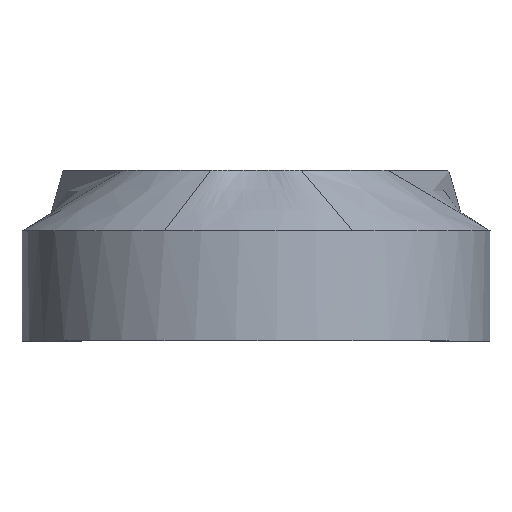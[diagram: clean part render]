
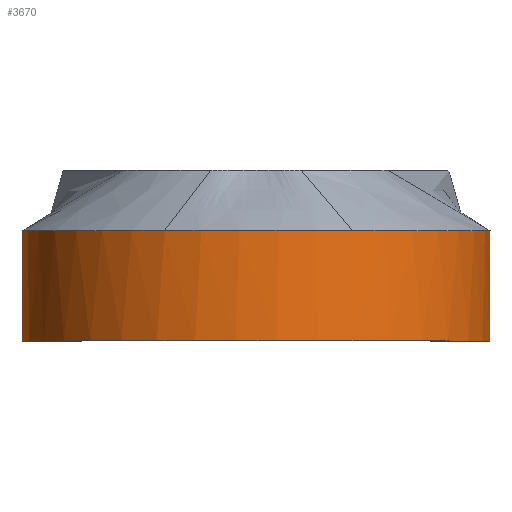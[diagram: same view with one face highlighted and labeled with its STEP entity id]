
A CAD part, top view. The second image highlights one B-rep face of the part: STEP entity #3670.
In plain terms, the highlighted cylindrical face has radius 34 mm (diameter 68 mm), a partial arc.
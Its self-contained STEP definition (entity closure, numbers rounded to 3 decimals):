
#16=CYLINDRICAL_SURFACE('',#3838,34.);
#29=CIRCLE('',#3794,34.);
#50=CIRCLE('',#3831,34.);
#51=CIRCLE('',#3832,34.);
#52=CIRCLE('',#3833,34.);
#471=FACE_OUTER_BOUND('',#676,.T.);
#676=EDGE_LOOP('',(#3162,#3163,#3164,#3165,#3166,#3167));
#1015=LINE('',#7033,#1354);
#1016=LINE('',#7035,#1355);
#1354=VECTOR('',#4426,10.);
#1355=VECTOR('',#4429,10.);
#1655=VERTEX_POINT('',#6231);
#1656=VERTEX_POINT('',#6233);
#1698=VERTEX_POINT('',#6920);
#1699=VERTEX_POINT('',#6921);
#1700=VERTEX_POINT('',#6953);
#1701=VERTEX_POINT('',#6980);
#2126=EDGE_CURVE('',#1655,#1656,#29,.T.);
#2183=EDGE_CURVE('',#1698,#1699,#50,.T.);
#2186=EDGE_CURVE('',#1700,#1698,#51,.T.);
#2188=EDGE_CURVE('',#1699,#1701,#52,.T.);
#2200=EDGE_CURVE('',#1700,#1656,#1015,.T.);
#2201=EDGE_CURVE('',#1701,#1655,#1016,.T.);
#3162=ORIENTED_EDGE('',*,*,#2186,.F.);
#3163=ORIENTED_EDGE('',*,*,#2200,.T.);
#3164=ORIENTED_EDGE('',*,*,#2126,.F.);
#3165=ORIENTED_EDGE('',*,*,#2201,.F.);
#3166=ORIENTED_EDGE('',*,*,#2188,.F.);
#3167=ORIENTED_EDGE('',*,*,#2183,.F.);
#3670=ADVANCED_FACE('',(#471),#16,.T.);
#3794=AXIS2_PLACEMENT_3D('',#6234,#4300,#4301);
#3831=AXIS2_PLACEMENT_3D('',#6922,#4398,#4399);
#3832=AXIS2_PLACEMENT_3D('',#6954,#4402,#4403);
#3833=AXIS2_PLACEMENT_3D('',#6981,#4405,#4406);
#3838=AXIS2_PLACEMENT_3D('',#7034,#4427,#4428);
#4300=DIRECTION('center_axis',(0.,-1.,0.));
#4301=DIRECTION('ref_axis',(-0.996,0.,-0.086));
#4398=DIRECTION('center_axis',(0.,1.,0.));
#4399=DIRECTION('ref_axis',(-0.996,0.,-0.086));
#4402=DIRECTION('center_axis',(0.,1.,0.));
#4403=DIRECTION('ref_axis',(-0.996,0.,-0.086));
#4405=DIRECTION('center_axis',(0.,1.,0.));
#4406=DIRECTION('ref_axis',(-0.996,0.,-0.086));
#4426=DIRECTION('',(0.,-1.,0.));
#4427=DIRECTION('center_axis',(0.,-1.,0.));
#4428=DIRECTION('ref_axis',(0.,0.,1.));
#4429=DIRECTION('',(0.,-1.,0.));
#6231=CARTESIAN_POINT('',(33.875,-17.75,48.584));
#6233=CARTESIAN_POINT('',(-33.875,-17.75,48.584));
#6234=CARTESIAN_POINT('Origin',(0.,-17.75,51.5));
#6920=CARTESIAN_POINT('',(-13.271,-1.75,82.803));
#6921=CARTESIAN_POINT('',(13.997,-1.75,82.485));
#6922=CARTESIAN_POINT('Origin',(0.,-1.75,51.5));
#6953=CARTESIAN_POINT('',(-33.875,-1.75,48.584));
#6954=CARTESIAN_POINT('Origin',(0.,-1.75,51.5));
#6980=CARTESIAN_POINT('',(33.875,-1.75,48.584));
#6981=CARTESIAN_POINT('Origin',(0.,-1.75,51.5));
#7033=CARTESIAN_POINT('',(-33.875,-1.75,48.584));
#7034=CARTESIAN_POINT('Origin',(0.,-1.75,51.5));
#7035=CARTESIAN_POINT('',(33.875,-1.75,48.584));
